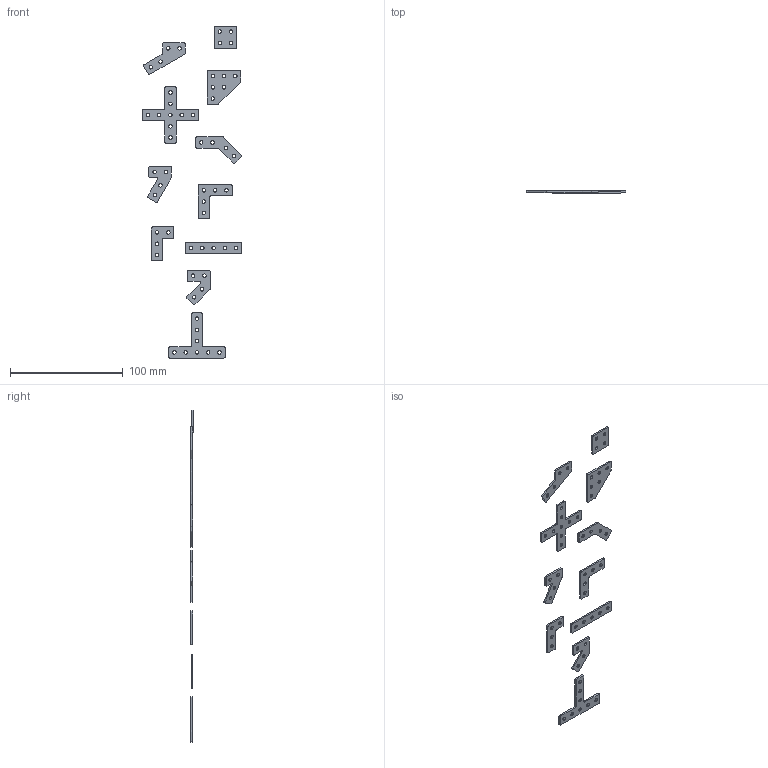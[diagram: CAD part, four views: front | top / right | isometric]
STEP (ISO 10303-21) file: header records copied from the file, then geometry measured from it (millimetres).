
FILE_DESCRIPTION (( 'STEP AP203' ), '1' );
FILE_NAME ('祥凄詩蟀諉え.STEP', '2025-04-16T06:56:26', ( '' ), ( '' ), 'SwSTEP 2.0', 'SolidWorks 2022', '' );
FILE_SCHEMA (( 'CONFIG_CONTROL_DESIGN' ));
Length unit declared in the file: millimetre
Products named in the file (12): 5謂珨趼; 60僅V; 祥凄詩蟀諉え; 45僅V; 30僅V; 9謂坋趼; 5謂L; 4謂L; 6謂L; 4謂源; 135僅V; 8謂T
Assembly tree (11 placements, depth 2):
  祥凄詩蟀諉え
    45僅V
    135僅V
    5謂L
    8謂T
    60僅V
    6謂L
    9謂坋趼
    30僅V
    4謂L
    5謂珨趼
    4謂源
Bounding box: 88.27 x 2.2 x 294.77 mm (x, y, z)
Volume: 8315.8 mm3; surface area: 13881.9 mm2
Topology: 11 solids, 11 shells, 281 faces, 777 edges, 518 vertices
Faces by surface type: cylinder 188, plane 93
Entity records: 10661 total; most frequent: DIRECTION 1743, CARTESIAN_POINT 1590, ORIENTED_EDGE 1554, EDGE_CURVE 777, AXIS2_PLACEMENT_3D 671, VERTEX_POINT 518, LINE 401, VECTOR 401
